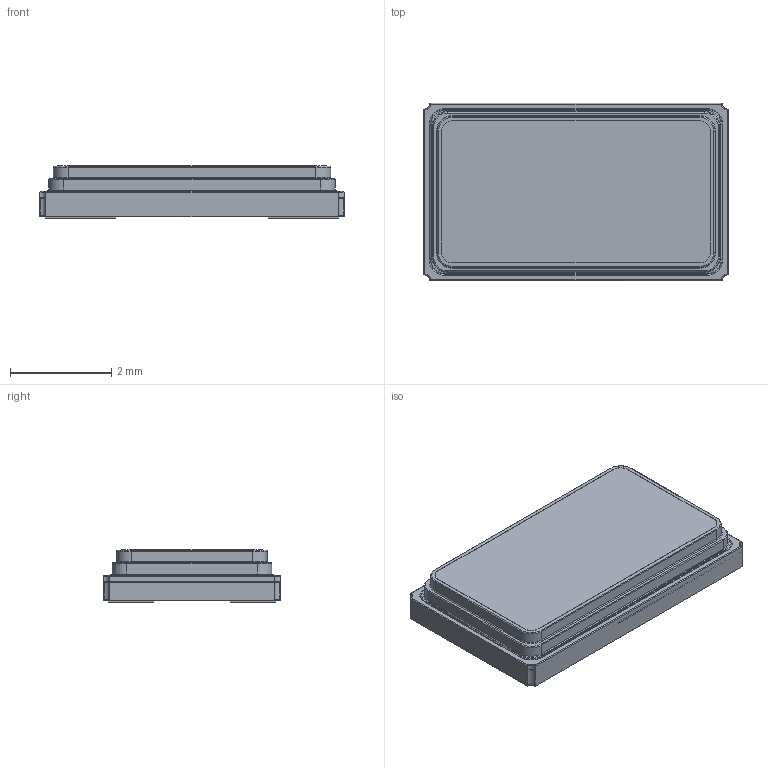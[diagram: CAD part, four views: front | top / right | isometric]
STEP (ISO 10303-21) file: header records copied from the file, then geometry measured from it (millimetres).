
FILE_DESCRIPTION(/* description */ ('model of Crystal_SMD_0603-4Pin_6.0x3.5mm'),/* implementation_level */ '2;1');
FILE_NAME(/* name */ 'Crystal_SMD_0603-4Pin_6.0x3.5mm.step',/* time_stamp */ '2019-07-07T16:05:23',/* author */ ('kicad StepUp','ksu'),/* organization */ ('FreeCAD'),/* preprocessor_version */ 'OCC',/* originating_system */ 'kicad StepUp',/* authorisation */ '');
FILE_SCHEMA(('AUTOMOTIVE_DESIGN { 1 0 10303 214 1 1 1 1 }'));
Length unit declared in the file: millimetre
Products named in the file (1): SMD_0603_4Pin
Bounding box: 6 x 3.5 x 1.03 mm (x, y, z)
Volume: 19 mm3; surface area: 65.3 mm2
Topology: 1 solids, 1 shells, 164 faces, 392 edges, 232 vertices
Faces by surface type: cylinder 68, plane 60, torus 36
Entity records: 6015 total; most frequent: CARTESIAN_POINT 941, DIRECTION 882, ORIENTED_EDGE 784, EDGE_CURVE 392, AXIS2_PLACEMENT_3D 333, VERTEX_POINT 232, LINE 216, VECTOR 216
